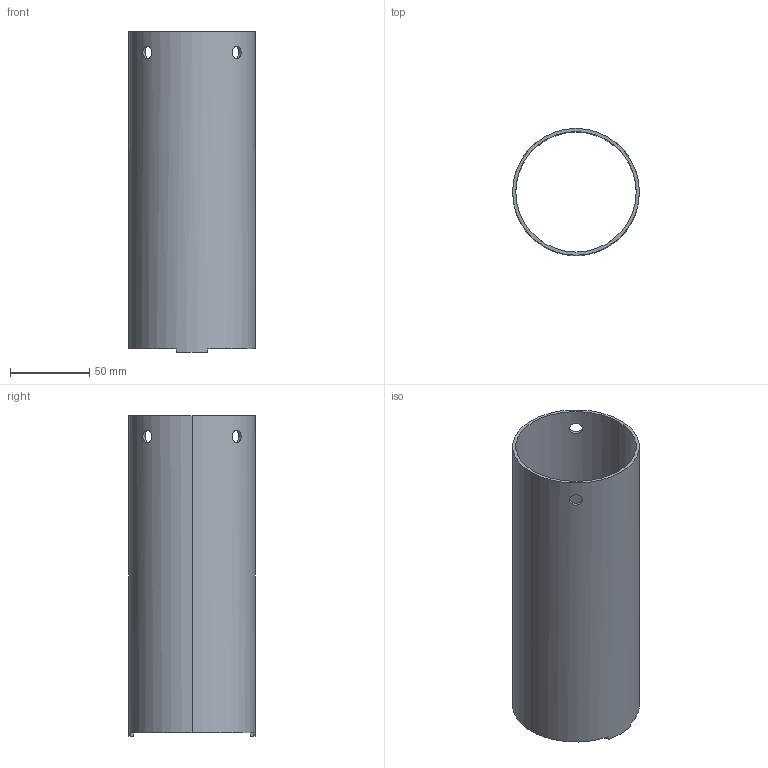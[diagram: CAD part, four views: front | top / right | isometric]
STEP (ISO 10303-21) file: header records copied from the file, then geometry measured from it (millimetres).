
FILE_DESCRIPTION (( 'STEP AP203' ), '1' );
FILE_NAME ('Deployer_3_tube_15_06_2016.STEP', '2016-06-15T16:51:20', ( '' ), ( '' ), 'SwSTEP 2.0', 'SolidWorks 2015', '' );
FILE_SCHEMA (( 'CONFIG_CONTROL_DESIGN' ));
Length unit declared in the file: millimetre
Products named in the file (1): Deployer_3_tube_15_06_2016
Bounding box: 80 x 80 x 202 mm (x, y, z)
Volume: 97776.9 mm3; surface area: 98975.2 mm2
Topology: 1 solids, 1 shells, 21 faces, 60 edges, 40 vertices
Faces by surface type: cylinder 12, plane 9
Entity records: 1283 total; most frequent: CARTESIAN_POINT 650, ORIENTED_EDGE 120, DIRECTION 104, EDGE_CURVE 60, VERTEX_POINT 40, AXIS2_PLACEMENT_3D 38, EDGE_LOOP 30, VECTOR 28
